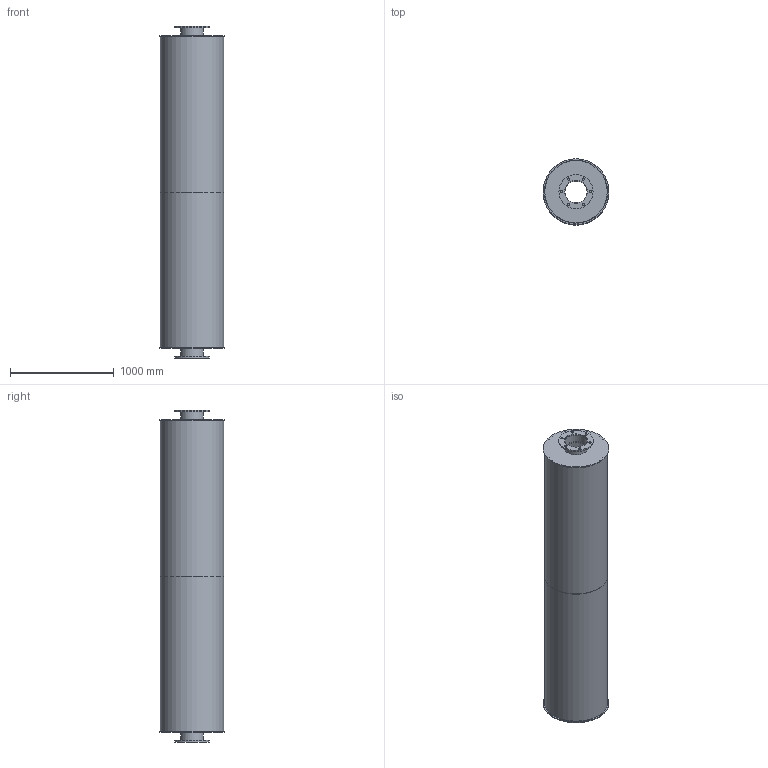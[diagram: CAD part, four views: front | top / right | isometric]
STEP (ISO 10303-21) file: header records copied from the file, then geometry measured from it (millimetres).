
FILE_DESCRIPTION (( 'STEP AP214' ), '1' );
FILE_NAME ('MAAT3D.stp', '2010-07-05T07:51:34', ( 'Microsoft' ), ( 'microsoft' ), 'SwSTEP 2.0', 'SolidWorks 2010', '' );
FILE_SCHEMA (( 'AUTOMOTIVE_DESIGN' ));
Length unit declared in the file: millimetre
Products named in the file (1): MAAT3D
Bounding box: 635 x 635 x 3200 mm (x, y, z)
Volume: 23382547.4 mm3; surface area: 13097372 mm2
Topology: 8 solids, 8 shells, 44 faces, 84 edges, 56 vertices
Faces by surface type: cylinder 28, plane 16
Full cylindrical faces by diameter (mm): 22 x12, 213 x2, 219 x2, 221 x4, 330 x2, 602 x2, 608 x2, 635 x2
Entity records: 877 total; most frequent: CARTESIAN_POINT 169, AXIS2_PLACEMENT_3D 101, ORIENTED_EDGE 88, EDGE_LOOP 88, VERTEX_POINT 56, CIRCLE 56, EDGE_CURVE 56, FACE_BOUND 56
